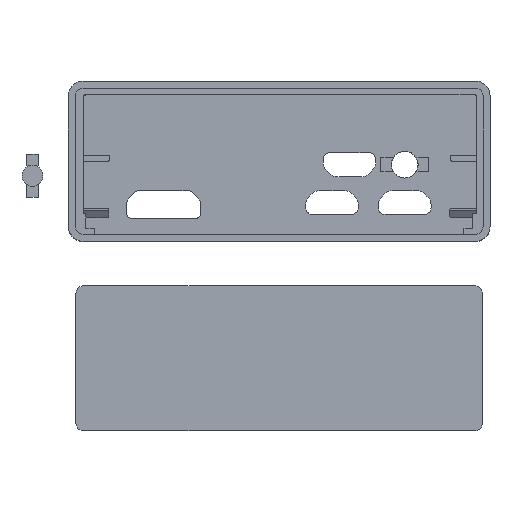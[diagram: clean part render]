
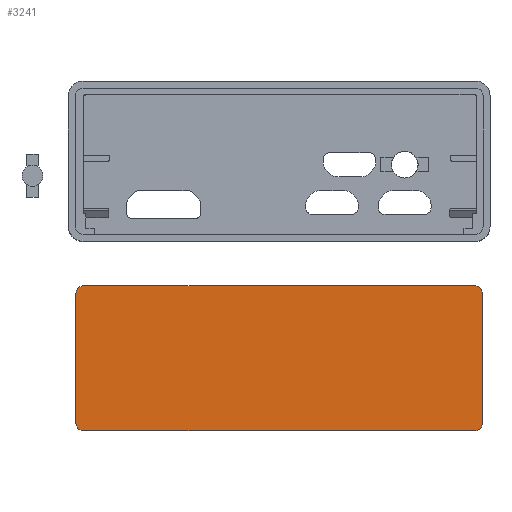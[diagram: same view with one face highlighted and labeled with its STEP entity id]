
A CAD part, top view. The second image highlights one B-rep face of the part: STEP entity #3241.
In plain terms, the highlighted planar face has unit normal (0, 0, 1).
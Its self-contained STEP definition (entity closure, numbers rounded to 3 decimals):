
#154=CIRCLE('',#3536,1.34);
#158=CIRCLE('',#3543,1.34);
#159=CIRCLE('',#3547,1.34);
#160=CIRCLE('',#3548,1.34);
#367=FACE_OUTER_BOUND('',#553,.T.);
#553=EDGE_LOOP('',(#2943,#2944,#2945,#2946,#2947,#2948,#2949,#2950));
#905=LINE('',#5355,#1265);
#911=LINE('',#5375,#1271);
#912=LINE('',#5378,#1272);
#914=LINE('',#5384,#1274);
#1265=VECTOR('',#4411,10.);
#1271=VECTOR('',#4431,10.);
#1272=VECTOR('',#4434,10.);
#1274=VECTOR('',#4440,10.);
#1569=VERTEX_POINT('',#5345);
#1570=VERTEX_POINT('',#5347);
#1572=VERTEX_POINT('',#5353);
#1578=VERTEX_POINT('',#5369);
#1579=VERTEX_POINT('',#5373);
#1580=VERTEX_POINT('',#5377);
#1581=VERTEX_POINT('',#5381);
#1582=VERTEX_POINT('',#5383);
#2021=EDGE_CURVE('',#1569,#1570,#154,.T.);
#2025=EDGE_CURVE('',#1572,#1569,#905,.T.);
#2032=EDGE_CURVE('',#1578,#1572,#158,.T.);
#2035=EDGE_CURVE('',#1579,#1578,#911,.F.);
#2036=EDGE_CURVE('',#1570,#1580,#912,.F.);
#2038=EDGE_CURVE('',#1581,#1579,#159,.T.);
#2039=EDGE_CURVE('',#1582,#1581,#914,.T.);
#2040=EDGE_CURVE('',#1580,#1582,#160,.T.);
#2943=ORIENTED_EDGE('',*,*,#2021,.F.);
#2944=ORIENTED_EDGE('',*,*,#2025,.F.);
#2945=ORIENTED_EDGE('',*,*,#2032,.F.);
#2946=ORIENTED_EDGE('',*,*,#2035,.F.);
#2947=ORIENTED_EDGE('',*,*,#2038,.F.);
#2948=ORIENTED_EDGE('',*,*,#2039,.F.);
#2949=ORIENTED_EDGE('',*,*,#2040,.F.);
#2950=ORIENTED_EDGE('',*,*,#2036,.F.);
#3079=PLANE('',#3546);
#3241=ADVANCED_FACE('',(#367),#3079,.F.);
#3536=AXIS2_PLACEMENT_3D('',#5348,#4404,#4405);
#3543=AXIS2_PLACEMENT_3D('',#5370,#4425,#4426);
#3546=AXIS2_PLACEMENT_3D('',#5380,#4436,#4437);
#3547=AXIS2_PLACEMENT_3D('',#5382,#4438,#4439);
#3548=AXIS2_PLACEMENT_3D('',#5385,#4441,#4442);
#4404=DIRECTION('center_axis',(0.,0.,
-1.));
#4405=DIRECTION('ref_axis',(-0.707,-0.707,0.));
#4411=DIRECTION('',(-1.,0.,0.));
#4425=DIRECTION('center_axis',(0.,0.,
-1.));
#4426=DIRECTION('ref_axis',(0.707,-0.707,0.));
#4431=DIRECTION('',(0.,1.,0.));
#4434=DIRECTION('',(0.,-1.,0.));
#4436=DIRECTION('center_axis',(0.,0.,
-1.));
#4437=DIRECTION('ref_axis',(-1.,0.,0.));
#4438=DIRECTION('center_axis',(0.,0.,
-1.));
#4439=DIRECTION('ref_axis',(0.707,0.707,0.));
#4440=DIRECTION('',(1.,0.,0.));
#4441=DIRECTION('center_axis',(0.,0.,
-1.));
#4442=DIRECTION('ref_axis',(-0.707,0.707,0.));
#5345=CARTESIAN_POINT('',(191.395,43.72,0.968));
#5347=CARTESIAN_POINT('',(190.055,45.06,0.968));
#5348=CARTESIAN_POINT('Origin',(191.395,45.06,0.968));
#5353=CARTESIAN_POINT('',(258.605,43.72,0.968));
#5355=CARTESIAN_POINT('',(241.853,43.72,0.968));
#5369=CARTESIAN_POINT('',(259.945,45.06,0.968));
#5370=CARTESIAN_POINT('Origin',(258.605,45.06,0.968));
#5373=CARTESIAN_POINT('',(259.945,67.331,0.968));
#5375=CARTESIAN_POINT('',(259.945,64.88,0.968));
#5377=CARTESIAN_POINT('',(190.055,67.331,0.968));
#5378=CARTESIAN_POINT('',(190.055,58.39,0.968));
#5380=CARTESIAN_POINT('Origin',(225.,57.62,0.968));
#5381=CARTESIAN_POINT('',(258.605,68.671,0.968));
#5382=CARTESIAN_POINT('Origin',(258.605,67.331,0.968));
#5383=CARTESIAN_POINT('',(191.395,68.671,0.968));
#5384=CARTESIAN_POINT('',(209.118,68.671,0.968));
#5385=CARTESIAN_POINT('Origin',(191.395,67.331,0.968));
